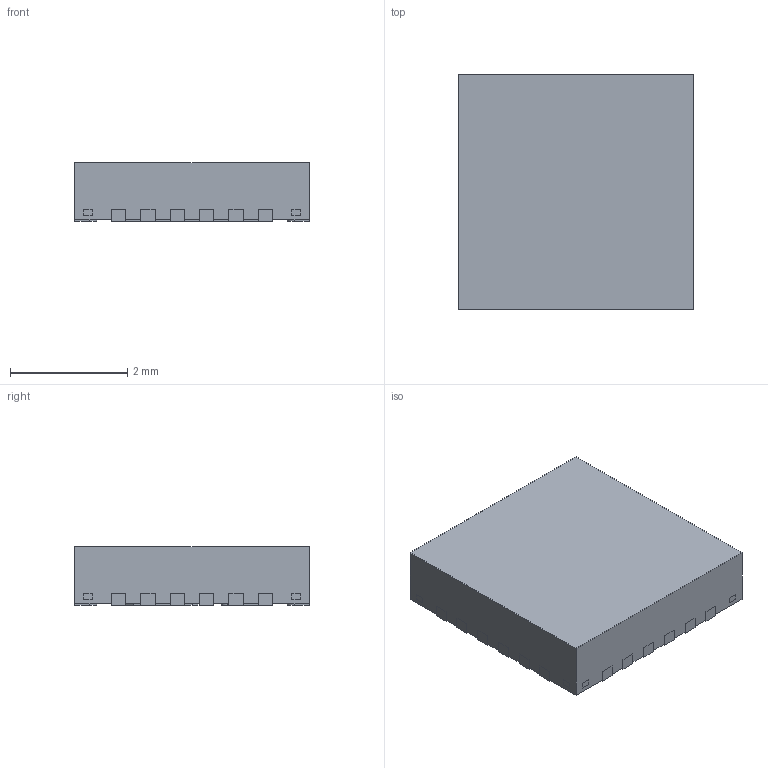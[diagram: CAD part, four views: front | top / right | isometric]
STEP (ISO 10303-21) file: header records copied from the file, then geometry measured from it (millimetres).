
FILE_DESCRIPTION((''),'2;1');
FILE_NAME('RGE0024M_ASM','2018-03-14T09:54:12',('a0412086'),(''),'CREO PARAMETRIC BY PTC INC, 2017260','CREO PARAMETRIC BY PTC INC, 2017260','');
FILE_SCHEMA(('AUTOMOTIVE_DESIGN { 1 0 10303 214 1 1 1 1 }'));
Length unit declared in the file: millimetre
Products named in the file (4): BODY-QFN; FRAME-RGE0024M; PIN1-ID; RGE0024M_ASM
Assembly tree (3 placements, depth 2):
  RGE0024M_ASM
    BODY-QFN
    FRAME-RGE0024M
    PIN1-ID
Bounding box: 4 x 4 x 1 mm (x, y, z)
Volume: 15.8 mm3; surface area: 88.4 mm2
Topology: 31 solids, 31 shells, 360 faces, 876 edges, 584 vertices
Faces by surface type: plane 298, cylinder 62
Entity records: 13864 total; most frequent: CARTESIAN_POINT 1870, DIRECTION 1786, ORIENTED_EDGE 1752, PRESENTATION_STYLE_ASSIGNMENT 939, STYLED_ITEM 907, CURVE_STYLE 876, EDGE_CURVE 876, VECTOR 752
